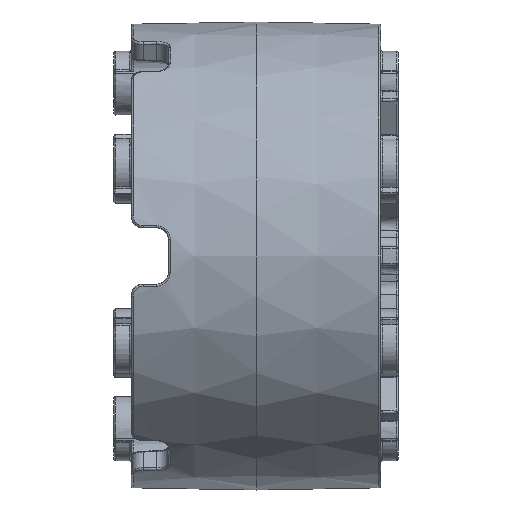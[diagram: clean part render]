
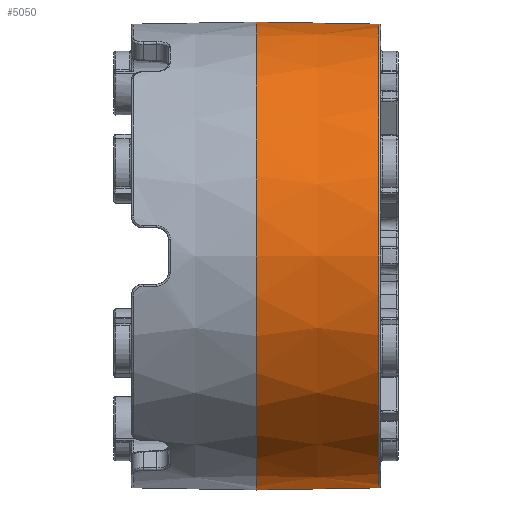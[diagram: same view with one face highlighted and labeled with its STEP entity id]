
A CAD part, left-side view. The second image highlights one B-rep face of the part: STEP entity #5050.
In plain terms, the highlighted conical face has half-angle 1 degrees and reference radius 31.75 mm.
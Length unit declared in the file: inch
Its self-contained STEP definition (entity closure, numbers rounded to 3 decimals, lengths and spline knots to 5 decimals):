
#4828 = VERTEX_POINT ( 'NONE', #22600 ) ;
#5050 = ADVANCED_FACE ( 'NONE', ( #45136 ), #10927, .T. ) ;
#5967 = VECTOR ( 'NONE', #10424, 39.37008 ) ;
#6966 = VERTEX_POINT ( 'NONE', #30688 ) ;
#7136 = VERTEX_POINT ( 'NONE', #17291 ) ;
#7894 = CIRCLE ( 'NONE', #34289, 1.25 ) ;
#8108 = DIRECTION ( 'NONE',  ( 0., 0., 1. ) ) ;
#8725 = DIRECTION ( 'NONE',  ( 0., 0., -1. ) ) ;
#9140 = EDGE_LOOP ( 'NONE', ( #9916, #13265, #13442, #37815 ) ) ;
#9916 = ORIENTED_EDGE ( 'NONE', *, *, #23497, .F. ) ;
#10361 = CARTESIAN_POINT ( 'NONE',  ( 0., 0.6655, 0. ) ) ;
#10424 = DIRECTION ( 'NONE',  ( 0., 1., -0.017 ) ) ;
#10927 = CONICAL_SURFACE ( 'NONE', #35870, 1.25, 0.017 ) ;
#11856 = EDGE_CURVE ( 'NONE', #7136, #6966, #7894, .T. ) ;
#11904 = DIRECTION ( 'NONE',  ( 0., 1., 0. ) ) ;
#13265 = ORIENTED_EDGE ( 'NONE', *, *, #45314, .T. ) ;
#13442 = ORIENTED_EDGE ( 'NONE', *, *, #37089, .T. ) ;
#15115 = CARTESIAN_POINT ( 'NONE',  ( 0., 0.00983, 1.23856 ) ) ;
#17291 = CARTESIAN_POINT ( 'NONE',  ( 0., 0.6655, 1.25 ) ) ;
#21740 = CIRCLE ( 'NONE', #38098, 1.23856 ) ;
#22600 = CARTESIAN_POINT ( 'NONE',  ( 0., 0.00983, -1.23856 ) ) ;
#23497 = EDGE_CURVE ( 'NONE', #4828, #6966, #32073, .T. ) ;
#25183 = DIRECTION ( 'NONE',  ( 0., -1., 0. ) ) ;
#29039 = DIRECTION ( 'NONE',  ( 0., 1., 0.017 ) ) ;
#30391 = CARTESIAN_POINT ( 'NONE',  ( 0., 0.00983, 0. ) ) ;
#30471 = DIRECTION ( 'NONE',  ( 0., 1., 0. ) ) ;
#30688 = CARTESIAN_POINT ( 'NONE',  ( 0., 0.6655, -1.25 ) ) ;
#32073 = LINE ( 'NONE', #43793, #5967 ) ;
#34289 = AXIS2_PLACEMENT_3D ( 'NONE', #10361, #25183, #40056 ) ;
#35870 = AXIS2_PLACEMENT_3D ( 'NONE', #38031, #30471, #8108 ) ;
#37089 = EDGE_CURVE ( 'NONE', #46473, #7136, #48078, .T. ) ;
#37815 = ORIENTED_EDGE ( 'NONE', *, *, #11856, .T. ) ;
#38031 = CARTESIAN_POINT ( 'NONE',  ( 0., 0.6655, 0. ) ) ;
#38098 = AXIS2_PLACEMENT_3D ( 'NONE', #30391, #11904, #8725 ) ;
#40056 = DIRECTION ( 'NONE',  ( 0., 0., -1. ) ) ;
#40822 = VECTOR ( 'NONE', #29039, 39.37008 ) ;
#43793 = CARTESIAN_POINT ( 'NONE',  ( 0., 0.6655, -1.25 ) ) ;
#44423 = CARTESIAN_POINT ( 'NONE',  ( 0., 0.6655, 1.25 ) ) ;
#45136 = FACE_OUTER_BOUND ( 'NONE', #9140, .T. ) ;
#45314 = EDGE_CURVE ( 'NONE', #4828, #46473, #21740, .T. ) ;
#46473 = VERTEX_POINT ( 'NONE', #15115 ) ;
#48078 = LINE ( 'NONE', #44423, #40822 ) ;
